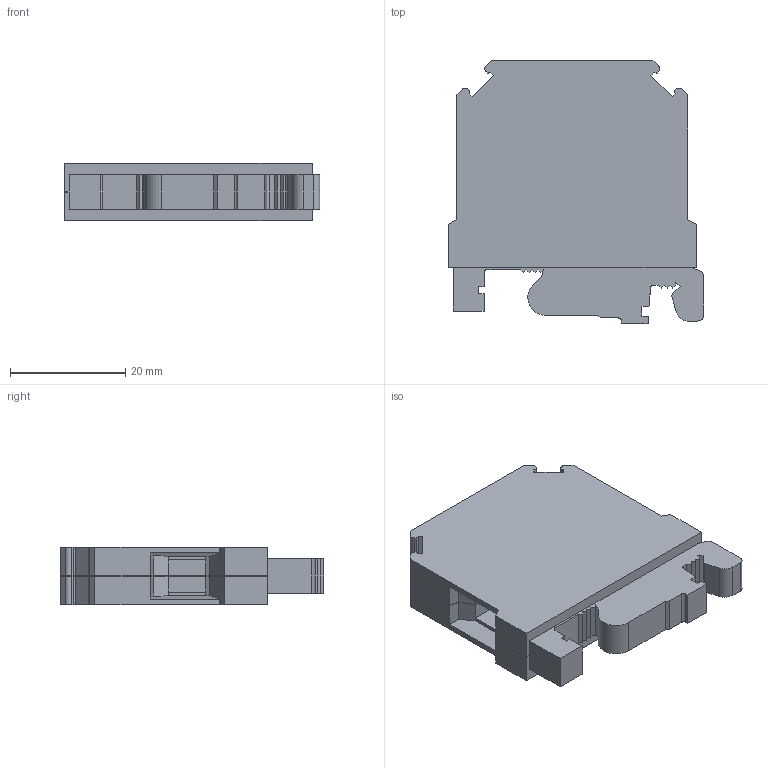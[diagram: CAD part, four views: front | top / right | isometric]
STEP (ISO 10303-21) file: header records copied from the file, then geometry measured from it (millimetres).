
FILE_DESCRIPTION(/* description */ ('Unknown'),/* implementation_level */ '2;1');
FILE_NAME(/* name */ 'ETN10_GNYE_3D',/* time_stamp */ '2019-09-17T09:45:58+05:00',/* author */ ('Unknown'),/* organization */ ('Unknown'),/* preprocessor_version */ 'ST-DEVELOPER v16.7',/* originating_system */ 'DEX',/* authorisation */ $);
FILE_SCHEMA (('AUTOMOTIVE_DESIGN {1 0 10303 214 3 1 1}'));
Length unit declared in the file: millimetre
Products named in the file (1): ETN10
Bounding box: 44.3 x 45.7 x 10.05 mm (x, y, z)
Volume: 14318.3 mm3; surface area: 7734.1 mm2
Topology: 1 solids, 4 shells, 424 faces, 1241 edges, 825 vertices
Faces by surface type: plane 312, cylinder 69, torus 17, cone 14, bspline 12
Entity records: 17100 total; most frequent: CARTESIAN_POINT 2857, ORIENTED_EDGE 2464, DIRECTION 2135, EDGE_CURVE 1232, LINE 975, VECTOR 975, VERTEX_POINT 822, AXIS2_PLACEMENT_3D 580
